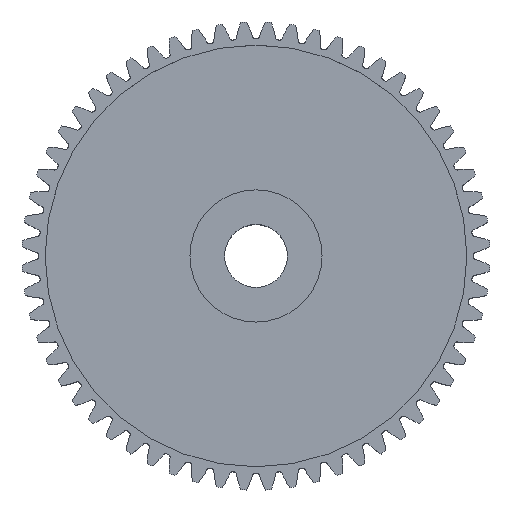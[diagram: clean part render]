
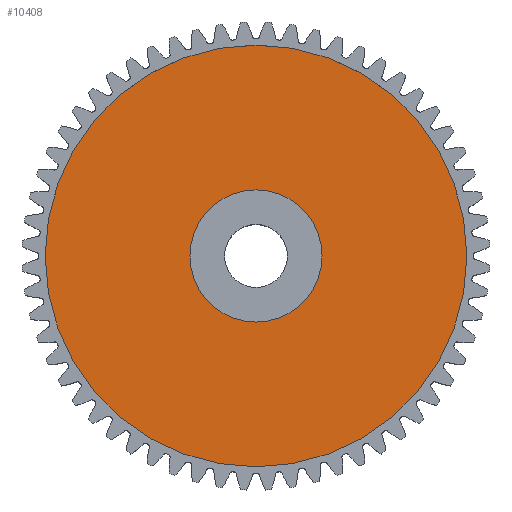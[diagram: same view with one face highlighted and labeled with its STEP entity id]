
A CAD part, top view. The second image highlights one B-rep face of the part: STEP entity #10408.
In plain terms, the highlighted planar face has unit normal (0, 0, 1).
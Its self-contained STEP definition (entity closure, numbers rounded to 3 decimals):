
#5609 = EDGE_CURVE ( 'NONE', #5670, #5667, #11907, .T. ) ;
#5625 = VERTEX_POINT ( 'NONE', #11817 ) ;
#5627 = EDGE_CURVE ( 'NONE', #5625, #5628, #11877, .T. ) ;
#5628 = VERTEX_POINT ( 'NONE', #11797 ) ;
#5667 = VERTEX_POINT ( 'NONE', #11846 ) ;
#5670 = VERTEX_POINT ( 'NONE', #11896 ) ;
#5816 = AXIS2_PLACEMENT_3D ( 'NONE', #5830, #5914, #5913 ) ;
#5830 = CARTESIAN_POINT ( 'NONE',  ( 0., 0., 7.75 ) ) ;
#5836 = FACE_OUTER_BOUND ( 'NONE', #10599, .T. ) ;
#5886 = DIRECTION ( 'NONE',  ( -1., 0., 0. ) ) ;
#5887 = DIRECTION ( 'NONE',  ( 0., 0., -1. ) ) ;
#5913 = DIRECTION ( 'NONE',  ( -1., 0., 0. ) ) ;
#5914 = DIRECTION ( 'NONE',  ( 0., 0., -1. ) ) ;
#5972 = PLANE ( 'NONE',  #5816 ) ;
#5974 = FACE_BOUND ( 'NONE', #10414, .T. ) ;
#6002 = CARTESIAN_POINT ( 'NONE',  ( 0., 0., 7.75 ) ) ;
#6003 = AXIS2_PLACEMENT_3D ( 'NONE', #6002, #5887, #5886 ) ;
#6004 = CIRCLE ( 'NONE', #6003, 33.5 ) ;
#8319 = DIRECTION ( 'NONE',  ( -1., 0., 0. ) ) ;
#8335 = CIRCLE ( 'NONE', #8371, 10.5 ) ;
#8369 = DIRECTION ( 'NONE',  ( 0., 0., -1. ) ) ;
#8370 = CARTESIAN_POINT ( 'NONE',  ( 0., 0., 7.75 ) ) ;
#8371 = AXIS2_PLACEMENT_3D ( 'NONE', #8370, #8369, #8319 ) ;
#10408 = ADVANCED_FACE ( 'NONE', ( #5974, #5836 ), #5972, .F. ) ;
#10414 = EDGE_LOOP ( 'NONE', ( #10601, #10605 ) ) ;
#10416 = EDGE_CURVE ( 'NONE', #5667, #5670, #6004, .T. ) ;
#10599 = EDGE_LOOP ( 'NONE', ( #10635, #10602 ) ) ;
#10601 = ORIENTED_EDGE ( 'NONE', *, *, #5627, .T. ) ;
#10602 = ORIENTED_EDGE ( 'NONE', *, *, #5609, .F. ) ;
#10604 = EDGE_CURVE ( 'NONE', #5628, #5625, #8335, .T. ) ;
#10605 = ORIENTED_EDGE ( 'NONE', *, *, #10604, .T. ) ;
#10635 = ORIENTED_EDGE ( 'NONE', *, *, #10416, .F. ) ;
#11797 = CARTESIAN_POINT ( 'NONE',  ( 10.5, 0., 7.75 ) ) ;
#11804 = DIRECTION ( 'NONE',  ( -1., 0., 0. ) ) ;
#11805 = DIRECTION ( 'NONE',  ( 0., 0., -1. ) ) ;
#11807 = DIRECTION ( 'NONE',  ( -1., 0., 0. ) ) ;
#11808 = AXIS2_PLACEMENT_3D ( 'NONE', #11824, #11892, #11807 ) ;
#11817 = CARTESIAN_POINT ( 'NONE',  ( -10.5, 0., 7.75 ) ) ;
#11824 = CARTESIAN_POINT ( 'NONE',  ( 0., 0., 7.75 ) ) ;
#11846 = CARTESIAN_POINT ( 'NONE',  ( -33.5, 0., 7.75 ) ) ;
#11877 = CIRCLE ( 'NONE', #11808, 10.5 ) ;
#11892 = DIRECTION ( 'NONE',  ( 0., 0., -1. ) ) ;
#11896 = CARTESIAN_POINT ( 'NONE',  ( 33.5, 0., 7.75 ) ) ;
#11901 = CARTESIAN_POINT ( 'NONE',  ( 0., 0., 7.75 ) ) ;
#11907 = CIRCLE ( 'NONE', #11920, 33.5 ) ;
#11920 = AXIS2_PLACEMENT_3D ( 'NONE', #11901, #11805, #11804 ) ;
